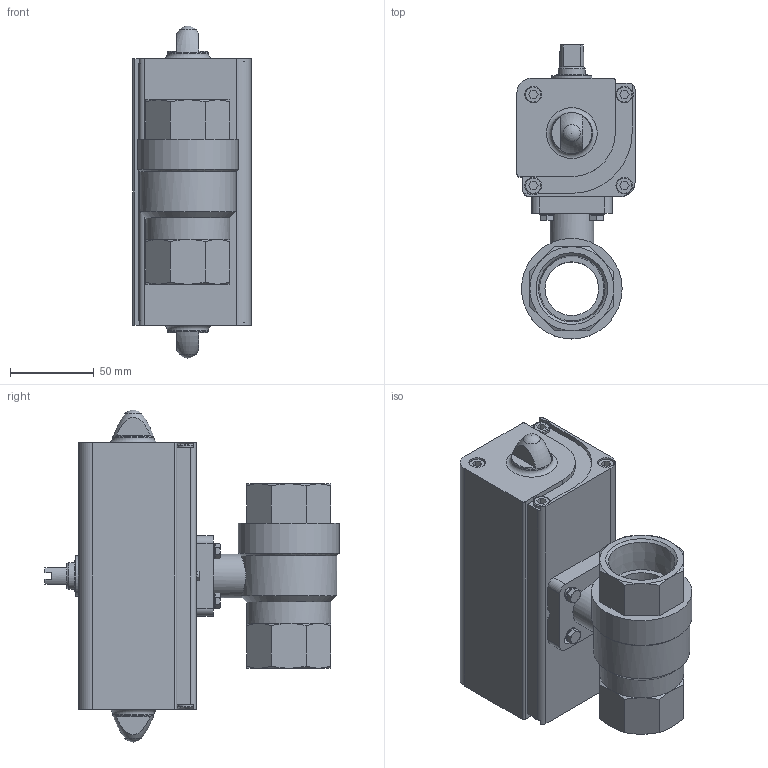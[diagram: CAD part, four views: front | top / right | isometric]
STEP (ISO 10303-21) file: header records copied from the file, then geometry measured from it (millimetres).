
FILE_DESCRIPTION(/* description */ ('STEP AP214'),/* implementation_level */ '2;1');
FILE_NAME(/* name */ '540515_VZPR-BPD-22-R114',/* time_stamp */ '2024-09-18T03:33:56+02:00',/* author */ ('License CC BY-ND 4.0'),/* organization */ ('CADENAS'),/* preprocessor_version */ 'ST-DEVELOPER v19.3',/* originating_system */ 'PARTsolutions',/* authorisation */ ' ');
FILE_SCHEMA (('AUTOMOTIVE_DESIGN {1 0 10303 214 3 1 1}'));
Length unit declared in the file: millimetre
Products named in the file (7): 540515 VZPR-BPD-22-R114; 533419 DAPS-0060-090-R-F04---(1); 533419 DAPS-0060-090-R-F04---(2); 534307 VAPB-1 1/4-F-40-F0405---(21 V); 8082120 DARQ-R-A-S14-S11-16; 690066 S 5 A2; Hexagon bolt DIN 933 - M5x18
Assembly tree (12 placements, depth 2):
  540515 VZPR-BPD-22-R114
    533419 DAPS-0060-090-R-F04---(1)
    533419 DAPS-0060-090-R-F04---(2)
    534307 VAPB-1 1/4-F-40-F0405---(21 V)
    8082120 DARQ-R-A-S14-S11-16
    690066 S 5 A2  x4
    Hexagon bolt DIN 933 - M5x18  x4
Bounding box: 70.4 x 175.4 x 198 mm (x, y, z)
Volume: 950737 mm3; surface area: 118749 mm2
Topology: 12 solids, 12 shells, 490 faces, 1204 edges, 764 vertices
Faces by surface type: plane 263, cylinder 105, cone 102, torus 18, sphere 2
Full cylindrical faces by diameter (mm): 3.242 x1, 4.134 x12, 4.917 x1, 5 x4, 5.3 x4, 6.88 x4, 8.566 x2, 9 x4, 10 x8, 16 x1, 18.4 x1, 24 x2, 26 x1, 28 x2, 32 x1, 50 x1, 60 x1
Entity records: 12084 total; most frequent: CARTESIAN_POINT 2328, DIRECTION 1978, ORIENTED_EDGE 1834, EDGE_CURVE 917, AXIS2_PLACEMENT_3D 714, VERTEX_POINT 653, FACE_BOUND 576, EDGE_LOOP 560
